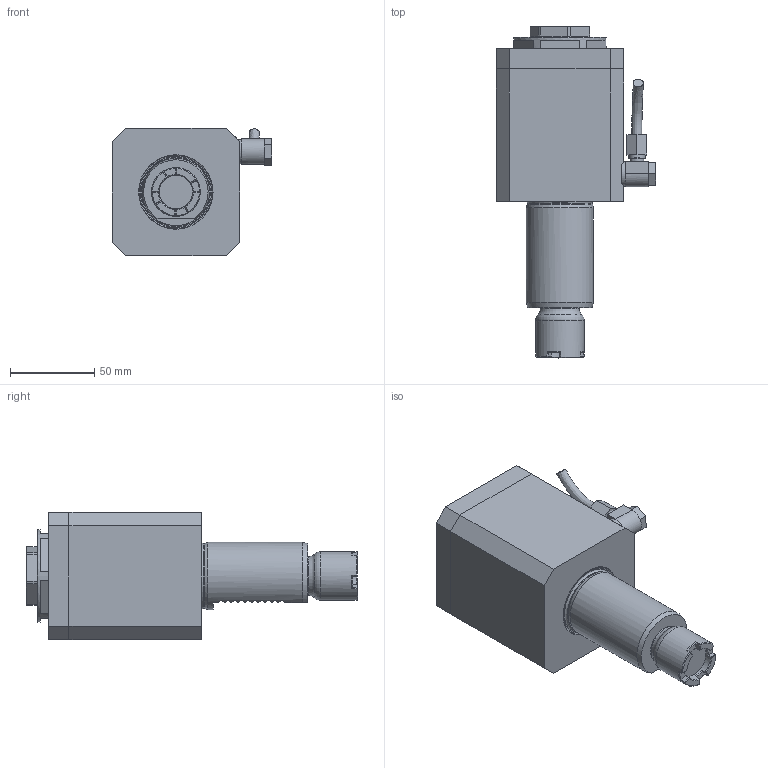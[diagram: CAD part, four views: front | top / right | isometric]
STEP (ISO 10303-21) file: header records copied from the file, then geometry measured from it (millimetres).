
FILE_DESCRIPTION (( 'STEP AP214' ), '1' );
FILE_NAME ('RAPPS40I121UK2-1.STEP', '2022-11-11T10:54:50', ( '' ), ( '' ), 'SwSTEP 2.0', 'SolidWorks 2016', '' );
FILE_SCHEMA (( 'AUTOMOTIVE_DESIGN' ));
Length unit declared in the file: millimetre
Products named in the file (1): RAPPS40I121UK2-1
Bounding box: 95.2 x 197.55 x 76 mm (x, y, z)
Volume: 633166.5 mm3; surface area: 54165.4 mm2
Topology: 3 solids, 3 shells, 540 faces, 1372 edges, 890 vertices
Faces by surface type: plane 373, bspline 83, cylinder 53, cone 26, torus 5
Full cylindrical faces by diameter (mm): 2.55 x1, 3.15 x1, 8.2 x1, 9.55 x1, 9.8 x1, 14.5 x1, 20 x1, 23 x1, 29 x1, 38.7 x1, 40 x1, 55 x1
Entity records: 22066 total; most frequent: CARTESIAN_POINT 7827, ORIENTED_EDGE 2690, DIRECTION 2116, EDGE_CURVE 1345, LINE 900, VECTOR 900, VERTEX_POINT 884, EDGE_LOOP 613
